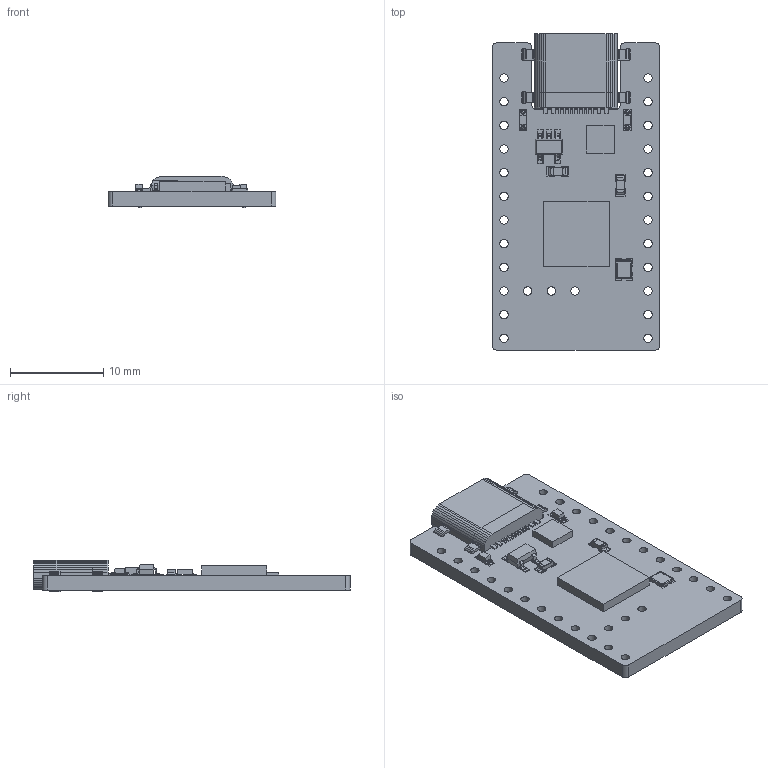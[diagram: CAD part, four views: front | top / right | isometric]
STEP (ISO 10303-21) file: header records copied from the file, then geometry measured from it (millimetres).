
FILE_DESCRIPTION(('FreeCAD Model'),'2;1');
FILE_NAME('Open CASCADE Shape Model','2024-03-13T22:19:59',(''),(''), 'Open CASCADE STEP processor 7.6','FreeCAD','Unknown');
FILE_SCHEMA(('AUTOMOTIVE_DESIGN { 1 0 10303 214 1 1 1 1 }'));
Length unit declared in the file: millimetre
Products named in the file (43): nice!nano; User Library-TYPE-C-31-M-14.step021; User Library-TYPE-C-31-M-14.step; User Library-TYPE-C-31-M-14.step001; User Library-TYPE-C-31-M-14.step002; User Library-TYPE-C-31-M-14.step003; User Library-TYPE-C-31-M-14.step004; User Library-TYPE-C-31-M-14.step005; User Library-TYPE-C-31-M-14.step006; User Library-TYPE-C-31-M-14.step007; User Library-TYPE-C-31-M-14.step008; User Library-TYPE-C-31-M-14.step009; User Library-TYPE-C-31-M-14.step010; User Library-TYPE-C-31-M-14.step011; User Library-TYPE-C-31-M-14.step012; User Library-TYPE-C-31-M-14.step013; User Library-TYPE-C-31-M-14.step014; User Library-TYPE-C-31-M-14.step015; User Library-TYPE-C-31-M-14.step016; User Library-TYPE-C-31-M-14.step017; User Library-TYPE-C-31-M-14.step018; User Library-TYPE-C-31-M-14.step019; User Library-TYPE-C-31-M-14.step020; MICRO_603 resistor 110; MICRO_603 resistor 102; MICRO_603 resistor 103; MICRO_603 resistor 104; MICRO_603 resistor 105; MICRO_603 resistor 106; MICRO_603 resistor 107; MICRO_603 resistor 108; MICRO_603 resistor 109; micro_crystal 5x3; MICRO_led004; MICRO_led; MICRO_led001; MICRO_led002; MICRO_led003; micro_MIC5219; COMPOUND003 ...
Assembly tree (42 placements, depth 3):
  nice!nano
    User Library-TYPE-C-31-M-14.step021
      User Library-TYPE-C-31-M-14.step
      User Library-TYPE-C-31-M-14.step001
      User Library-TYPE-C-31-M-14.step002
      User Library-TYPE-C-31-M-14.step003
      User Library-TYPE-C-31-M-14.step004
      User Library-TYPE-C-31-M-14.step005
      User Library-TYPE-C-31-M-14.step006
      User Library-TYPE-C-31-M-14.step007
      User Library-TYPE-C-31-M-14.step008
      User Library-TYPE-C-31-M-14.step009
      User Library-TYPE-C-31-M-14.step010
      User Library-TYPE-C-31-M-14.step011
      User Library-TYPE-C-31-M-14.step012
      User Library-TYPE-C-31-M-14.step013
      User Library-TYPE-C-31-M-14.step014
      User Library-TYPE-C-31-M-14.step015
      User Library-TYPE-C-31-M-14.step016
      User Library-TYPE-C-31-M-14.step017
      User Library-TYPE-C-31-M-14.step018
      User Library-TYPE-C-31-M-14.step019
      User Library-TYPE-C-31-M-14.step020
    MICRO_603 resistor 110
      MICRO_603 resistor 102
      MICRO_603 resistor 103
      MICRO_603 resistor 104
      MICRO_603 resistor 105
      MICRO_603 resistor 106
      MICRO_603 resistor 107
      MICRO_603 resistor 108
      MICRO_603 resistor 109
    micro_crystal 5x3
    MICRO_led004
      MICRO_led
      MICRO_led001
      MICRO_led002
      MICRO_led003
    micro_MIC5219
    COMPOUND003
      COMPOUND
      COMPOUND001
      COMPOUND002
Bounding box: 18 x 33.95 x 3.34 mm (x, y, z)
Volume: 997.7 mm3; surface area: 2416 mm2
Topology: 38 solids, 38 shells, 858 faces, 2239 edges, 1460 vertices
Faces by surface type: plane 638, cylinder 162, bspline 28, torus 18, extrusion 8, sphere 4
Full cylindrical faces by diameter (mm): 0.3 x2, 0.5 x2, 0.9 x27
Entity records: 27980 total; most frequent: CARTESIAN_POINT 5726, ORIENTED_EDGE 4450, DIRECTION 4149, EDGE_CURVE 2225, VECTOR 1807, LINE 1799, VERTEX_POINT 1460, AXIS2_PLACEMENT_3D 1171
